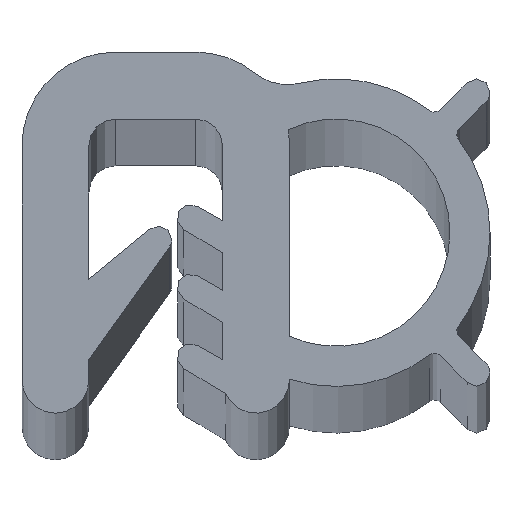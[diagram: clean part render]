
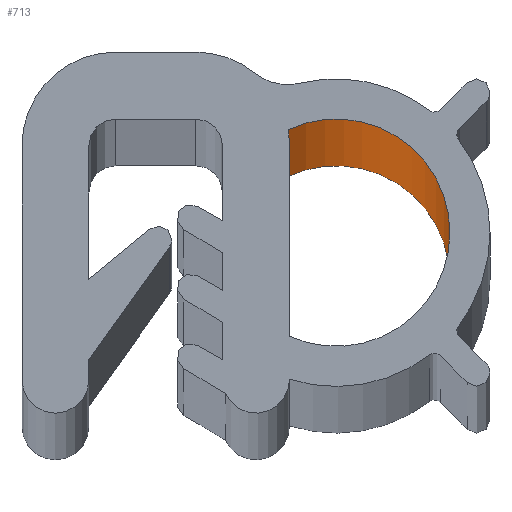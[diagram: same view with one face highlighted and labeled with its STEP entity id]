
A CAD part, top view. The second image highlights one B-rep face of the part: STEP entity #713.
In plain terms, the highlighted cylindrical face has radius 4.25 mm (diameter 8.5 mm), a partial arc.
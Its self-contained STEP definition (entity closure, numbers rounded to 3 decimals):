
#713 = ADVANCED_FACE ( 'NONE', ( #1578 ), #1575, .F. ) ;
#716 = EDGE_LOOP ( 'NONE', ( #718, #726, #729, #735 ) ) ;
#718 = ORIENTED_EDGE ( 'NONE', *, *, #720, .F. ) ;
#720 = EDGE_CURVE ( 'NONE', #723, #725, #1576, .T. ) ;
#723 = VERTEX_POINT ( 'NONE', #1567 ) ;
#725 = VERTEX_POINT ( 'NONE', #1566 ) ;
#726 = ORIENTED_EDGE ( 'NONE', *, *, #727, .T. ) ;
#727 = EDGE_CURVE ( 'NONE', #723, #728, #1630, .T. ) ;
#728 = VERTEX_POINT ( 'NONE', #1626 ) ;
#729 = ORIENTED_EDGE ( 'NONE', *, *, #731, .T. ) ;
#731 = EDGE_CURVE ( 'NONE', #728, #733, #1625, .T. ) ;
#733 = VERTEX_POINT ( 'NONE', #1620 ) ;
#735 = ORIENTED_EDGE ( 'NONE', *, *, #736, .F. ) ;
#736 = EDGE_CURVE ( 'NONE', #725, #733, #1619, .T. ) ;
#1566 = CARTESIAN_POINT ( 'NONE',  ( -1.802, 3.849, -1000. ) ) ;
#1567 = CARTESIAN_POINT ( 'NONE',  ( 4.25, 0., -1000. ) ) ;
#1568 = DIRECTION ( 'NONE',  ( 1., 0., 0. ) ) ;
#1569 = DIRECTION ( 'NONE',  ( 0., 0., 1. ) ) ;
#1570 = CARTESIAN_POINT ( 'NONE',  ( 0., 0., -1000. ) ) ;
#1571 = AXIS2_PLACEMENT_3D ( 'NONE', #1570, #1569, #1568 ) ;
#1572 = DIRECTION ( 'NONE',  ( 1., 0., 0. ) ) ;
#1573 = DIRECTION ( 'NONE',  ( 0., 0., 1. ) ) ;
#1574 = AXIS2_PLACEMENT_3D ( 'NONE', #1577, #1573, #1572 ) ;
#1575 = CYLINDRICAL_SURFACE ( 'NONE', #1574, 4.25 ) ;
#1576 = CIRCLE ( 'NONE', #1571, 4.25 ) ;
#1577 = CARTESIAN_POINT ( 'NONE',  ( 0., 0., -1000. ) ) ;
#1578 = FACE_OUTER_BOUND ( 'NONE', #716, .T. ) ;
#1616 = DIRECTION ( 'NONE',  ( 0., 0., 1. ) ) ;
#1617 = VECTOR ( 'NONE', #1616, 1000. ) ;
#1618 = CARTESIAN_POINT ( 'NONE',  ( -1.802, 3.849, -1000. ) ) ;
#1619 = LINE ( 'NONE', #1618, #1617 ) ;
#1620 = CARTESIAN_POINT ( 'NONE',  ( -1.802, 3.849, 0. ) ) ;
#1621 = DIRECTION ( 'NONE',  ( 1., 0., 0. ) ) ;
#1622 = DIRECTION ( 'NONE',  ( 0., 0., 1. ) ) ;
#1623 = CARTESIAN_POINT ( 'NONE',  ( 0., 0., 0. ) ) ;
#1624 = AXIS2_PLACEMENT_3D ( 'NONE', #1623, #1622, #1621 ) ;
#1625 = CIRCLE ( 'NONE', #1624, 4.25 ) ;
#1626 = CARTESIAN_POINT ( 'NONE',  ( 4.25, 0., 0. ) ) ;
#1627 = DIRECTION ( 'NONE',  ( 0., 0., 1. ) ) ;
#1628 = VECTOR ( 'NONE', #1627, 1000. ) ;
#1629 = CARTESIAN_POINT ( 'NONE',  ( 4.25, 0., -1000. ) ) ;
#1630 = LINE ( 'NONE', #1629, #1628 ) ;
